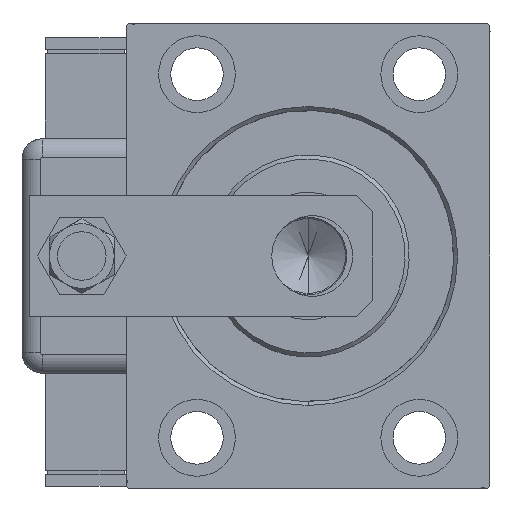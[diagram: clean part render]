
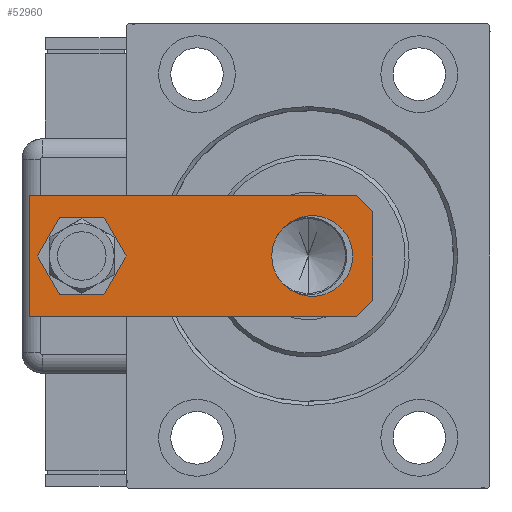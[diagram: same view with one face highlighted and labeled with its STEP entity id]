
A CAD part, left-side view. The second image highlights one B-rep face of the part: STEP entity #52960.
In plain terms, the highlighted face is planar.
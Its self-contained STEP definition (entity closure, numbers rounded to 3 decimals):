
#65 = DIRECTION ( 'NONE',  ( -0.707, -0.707, 0. ) ) ;
#1806 = CARTESIAN_POINT ( 'NONE',  ( 0., 72., 0. ) ) ;
#2398 = DIRECTION ( 'NONE',  ( 1., 0., 0. ) ) ;
#3208 = VERTEX_POINT ( 'NONE', #37195 ) ;
#3514 = DIRECTION ( 'NONE',  ( 0., 0., 1. ) ) ;
#3586 = FACE_BOUND ( 'NONE', #57149, .T. ) ;
#3649 = AXIS2_PLACEMENT_3D ( 'NONE', #22198, #26168, #45730 ) ;
#3798 = VECTOR ( 'NONE', #65, 1000. ) ;
#4592 = EDGE_CURVE ( 'NONE', #31135, #59896, #18103, .T. ) ;
#4628 = LINE ( 'NONE', #23558, #27354 ) ;
#5107 = CARTESIAN_POINT ( 'NONE',  ( 11., 0., 0. ) ) ;
#5524 = AXIS2_PLACEMENT_3D ( 'NONE', #48187, #26451, #30730 ) ;
#6570 = CIRCLE ( 'NONE', #3649, 7. ) ;
#7770 = LINE ( 'NONE', #59440, #35996 ) ;
#7891 = EDGE_CURVE ( 'NONE', #45645, #20123, #46552, .T. ) ;
#8832 = VERTEX_POINT ( 'NONE', #5107 ) ;
#9268 = CARTESIAN_POINT ( 'NONE',  ( -10., 15., 0. ) ) ;
#9674 = DIRECTION ( 'NONE',  ( 0., 1., 0. ) ) ;
#10103 = DIRECTION ( 'NONE',  ( 1., 0., 0. ) ) ;
#10272 = ORIENTED_EDGE ( 'NONE', *, *, #17537, .F. ) ;
#11127 = ORIENTED_EDGE ( 'NONE', *, *, #31395, .T. ) ;
#13287 = CARTESIAN_POINT ( 'NONE',  ( 7., 72., 0. ) ) ;
#13883 = EDGE_CURVE ( 'NONE', #27941, #38097, #38685, .T. ) ;
#14090 = EDGE_CURVE ( 'NONE', #27941, #8832, #27859, .T. ) ;
#15918 = ORIENTED_EDGE ( 'NONE', *, *, #46797, .T. ) ;
#16061 = VERTEX_POINT ( 'NONE', #24928 ) ;
#16441 = FACE_OUTER_BOUND ( 'NONE', #35747, .T. ) ;
#17537 = EDGE_CURVE ( 'NONE', #38097, #16061, #7770, .T. ) ;
#18103 = CIRCLE ( 'NONE', #31769, 7. ) ;
#18640 = DIRECTION ( 'NONE',  ( 0., -1., 0. ) ) ;
#19144 = CARTESIAN_POINT ( 'NONE',  ( 15., 0., 0. ) ) ;
#19461 = AXIS2_PLACEMENT_3D ( 'NONE', #26202, #21634, #36290 ) ;
#20123 = VERTEX_POINT ( 'NONE', #9268 ) ;
#20709 = CARTESIAN_POINT ( 'NONE',  ( 10., 15., 0. ) ) ;
#21634 = DIRECTION ( 'NONE',  ( 0., 0., 1. ) ) ;
#22119 = DIRECTION ( 'NONE',  ( -1., 0., 0. ) ) ;
#22198 = CARTESIAN_POINT ( 'NONE',  ( 0., 72., 0. ) ) ;
#22231 = PLANE ( 'NONE',  #19461 ) ;
#22643 = VERTEX_POINT ( 'NONE', #54556 ) ;
#23214 = CARTESIAN_POINT ( 'NONE',  ( -15., 85., 0. ) ) ;
#23558 = CARTESIAN_POINT ( 'NONE',  ( -15., 0., 0. ) ) ;
#24104 = ORIENTED_EDGE ( 'NONE', *, *, #14090, .T. ) ;
#24928 = CARTESIAN_POINT ( 'NONE',  ( -15., 85., 0. ) ) ;
#25833 = CARTESIAN_POINT ( 'NONE',  ( 15., 85., 0. ) ) ;
#26168 = DIRECTION ( 'NONE',  ( 0., 0., 1. ) ) ;
#26202 = CARTESIAN_POINT ( 'NONE',  ( 0., 0., 0. ) ) ;
#26451 = DIRECTION ( 'NONE',  ( 0., 0., 1. ) ) ;
#26499 = CARTESIAN_POINT ( 'NONE',  ( -11., 0., 0. ) ) ;
#26879 = EDGE_CURVE ( 'NONE', #16061, #3208, #28090, .T. ) ;
#27271 = CARTESIAN_POINT ( 'NONE',  ( 15., 4., 0. ) ) ;
#27354 = VECTOR ( 'NONE', #10103, 1000. ) ;
#27548 = VECTOR ( 'NONE', #18640, 1000. ) ;
#27859 = LINE ( 'NONE', #27271, #3798 ) ;
#27941 = VERTEX_POINT ( 'NONE', #35733 ) ;
#28090 = LINE ( 'NONE', #23214, #27548 ) ;
#28592 = CARTESIAN_POINT ( 'NONE',  ( -7., 72., 0. ) ) ;
#29885 = CARTESIAN_POINT ( 'NONE',  ( 0., 15., 0. ) ) ;
#30730 = DIRECTION ( 'NONE',  ( 1., 0., 0. ) ) ;
#31053 = ORIENTED_EDGE ( 'NONE', *, *, #4592, .T. ) ;
#31135 = VERTEX_POINT ( 'NONE', #28592 ) ;
#31393 = LINE ( 'NONE', #26499, #59836 ) ;
#31395 = EDGE_CURVE ( 'NONE', #22643, #3208, #31393, .T. ) ;
#31769 = AXIS2_PLACEMENT_3D ( 'NONE', #1806, #47355, #42764 ) ;
#31994 = DIRECTION ( 'NONE',  ( -0.707, 0.707, 0. ) ) ;
#34738 = ORIENTED_EDGE ( 'NONE', *, *, #13883, .F. ) ;
#35733 = CARTESIAN_POINT ( 'NONE',  ( 15., 4., 0. ) ) ;
#35747 = EDGE_LOOP ( 'NONE', ( #54183, #11127, #37676, #10272, #34738, #24104 ) ) ;
#35996 = VECTOR ( 'NONE', #22119, 1000. ) ;
#36290 = DIRECTION ( 'NONE',  ( 1., 0., 0. ) ) ;
#37195 = CARTESIAN_POINT ( 'NONE',  ( -15., 4., 0. ) ) ;
#37676 = ORIENTED_EDGE ( 'NONE', *, *, #26879, .F. ) ;
#38097 = VERTEX_POINT ( 'NONE', #25833 ) ;
#38685 = LINE ( 'NONE', #19144, #48712 ) ;
#42694 = ORIENTED_EDGE ( 'NONE', *, *, #43076, .T. ) ;
#42764 = DIRECTION ( 'NONE',  ( 1., 0., 0. ) ) ;
#43076 = EDGE_CURVE ( 'NONE', #59896, #31135, #6570, .T. ) ;
#45461 = FACE_BOUND ( 'NONE', #57523, .T. ) ;
#45645 = VERTEX_POINT ( 'NONE', #20709 ) ;
#45730 = DIRECTION ( 'NONE',  ( 1., 0., 0. ) ) ;
#46552 = CIRCLE ( 'NONE', #5524, 10. ) ;
#46797 = EDGE_CURVE ( 'NONE', #20123, #45645, #51464, .T. ) ;
#47355 = DIRECTION ( 'NONE',  ( 0., 0., 1. ) ) ;
#48187 = CARTESIAN_POINT ( 'NONE',  ( 0., 15., 0. ) ) ;
#48712 = VECTOR ( 'NONE', #9674, 1000. ) ;
#51464 = CIRCLE ( 'NONE', #58338, 10. ) ;
#52960 = ADVANCED_FACE ( 'NONE', ( #16441, #45461, #3586 ), #22231, .F. ) ;
#54183 = ORIENTED_EDGE ( 'NONE', *, *, #59166, .F. ) ;
#54295 = ORIENTED_EDGE ( 'NONE', *, *, #7891, .T. ) ;
#54556 = CARTESIAN_POINT ( 'NONE',  ( -11., 0., 0. ) ) ;
#57149 = EDGE_LOOP ( 'NONE', ( #15918, #54295 ) ) ;
#57523 = EDGE_LOOP ( 'NONE', ( #31053, #42694 ) ) ;
#58338 = AXIS2_PLACEMENT_3D ( 'NONE', #29885, #3514, #2398 ) ;
#59166 = EDGE_CURVE ( 'NONE', #22643, #8832, #4628, .T. ) ;
#59440 = CARTESIAN_POINT ( 'NONE',  ( 15., 85., 0. ) ) ;
#59836 = VECTOR ( 'NONE', #31994, 1000. ) ;
#59896 = VERTEX_POINT ( 'NONE', #13287 ) ;
